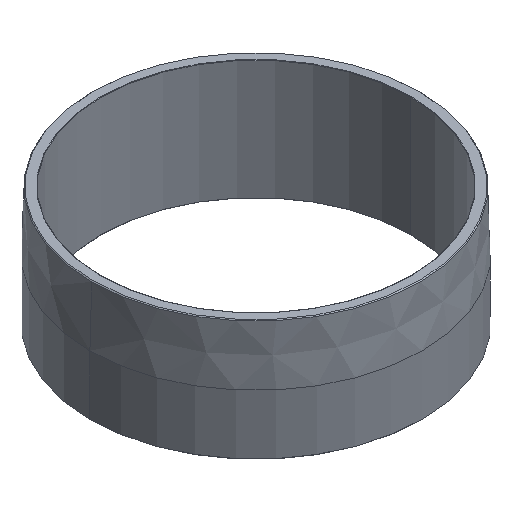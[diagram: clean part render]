
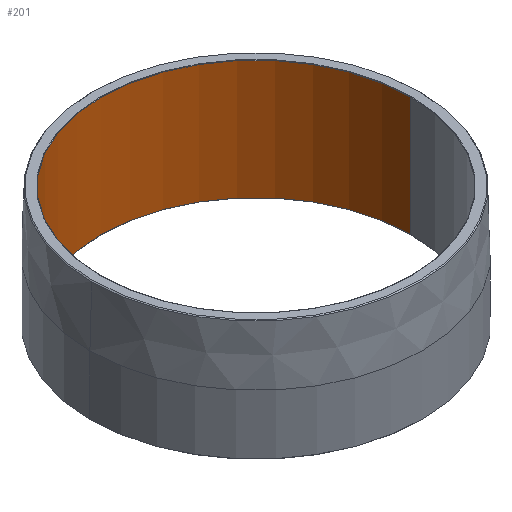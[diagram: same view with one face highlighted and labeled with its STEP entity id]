
A CAD part, isometric view. The second image highlights one B-rep face of the part: STEP entity #201.
In plain terms, the highlighted cylindrical face has radius 127.254 mm (diameter 254.508 mm), a partial arc.
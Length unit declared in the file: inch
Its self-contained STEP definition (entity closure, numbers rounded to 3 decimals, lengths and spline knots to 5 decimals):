
#1 = CARTESIAN_POINT ( 'NONE',  ( 0., 0., 3.875 ) ) ;
#2 = DIRECTION ( 'NONE',  ( 0., 0., -1. ) ) ;
#36 = EDGE_CURVE ( 'NONE', #335, #166, #485, .T. ) ;
#39 = FACE_OUTER_BOUND ( 'NONE', #260, .T. ) ;
#58 = DIRECTION ( 'NONE',  ( 0., 0., 1. ) ) ;
#70 = VERTEX_POINT ( 'NONE', #107 ) ;
#71 = CARTESIAN_POINT ( 'NONE',  ( -5.01, 0., 3.875 ) ) ;
#107 = CARTESIAN_POINT ( 'NONE',  ( 5.01, 0., 0.0125 ) ) ;
#120 = CIRCLE ( 'NONE', #254, 5.01 ) ;
#129 = CARTESIAN_POINT ( 'NONE',  ( 5.01, 0., 3.8625 ) ) ;
#141 = VECTOR ( 'NONE', #204, 39.37008 ) ;
#164 = EDGE_CURVE ( 'NONE', #189, #70, #502, .T. ) ;
#166 = VERTEX_POINT ( 'NONE', #435 ) ;
#175 = DIRECTION ( 'NONE',  ( -1., 0., 0. ) ) ;
#189 = VERTEX_POINT ( 'NONE', #129 ) ;
#201 = ADVANCED_FACE ( 'NONE', ( #39 ), #357, .F. ) ;
#204 = DIRECTION ( 'NONE',  ( 0., 0., -1. ) ) ;
#212 = AXIS2_PLACEMENT_3D ( 'NONE', #1, #348, #175 ) ;
#218 = ORIENTED_EDGE ( 'NONE', *, *, #269, .T. ) ;
#219 = CARTESIAN_POINT ( 'NONE',  ( 5.01, 0., 3.875 ) ) ;
#231 = DIRECTION ( 'NONE',  ( 1., 0., 0. ) ) ;
#254 = AXIS2_PLACEMENT_3D ( 'NONE', #410, #58, #231 ) ;
#260 = EDGE_LOOP ( 'NONE', ( #481, #493, #407, #218 ) ) ;
#269 = EDGE_CURVE ( 'NONE', #166, #70, #323, .T. ) ;
#288 = DIRECTION ( 'NONE',  ( 0., 0., -1. ) ) ;
#305 = AXIS2_PLACEMENT_3D ( 'NONE', #367, #288, #439 ) ;
#323 = CIRCLE ( 'NONE', #305, 5.01 ) ;
#334 = CARTESIAN_POINT ( 'NONE',  ( -5.01, 0., 3.8625 ) ) ;
#335 = VERTEX_POINT ( 'NONE', #334 ) ;
#348 = DIRECTION ( 'NONE',  ( 0., 0., -1. ) ) ;
#357 = CYLINDRICAL_SURFACE ( 'NONE', #212, 5.01 ) ;
#367 = CARTESIAN_POINT ( 'NONE',  ( 0., 0., 0.0125 ) ) ;
#407 = ORIENTED_EDGE ( 'NONE', *, *, #36, .T. ) ;
#410 = CARTESIAN_POINT ( 'NONE',  ( 0., 0., 3.8625 ) ) ;
#412 = EDGE_CURVE ( 'NONE', #189, #335, #120, .T. ) ;
#435 = CARTESIAN_POINT ( 'NONE',  ( -5.01, 0., 0.0125 ) ) ;
#439 = DIRECTION ( 'NONE',  ( 1., 0., 0. ) ) ;
#481 = ORIENTED_EDGE ( 'NONE', *, *, #164, .F. ) ;
#482 = VECTOR ( 'NONE', #2, 39.37008 ) ;
#485 = LINE ( 'NONE', #71, #141 ) ;
#493 = ORIENTED_EDGE ( 'NONE', *, *, #412, .T. ) ;
#502 = LINE ( 'NONE', #219, #482 ) ;
